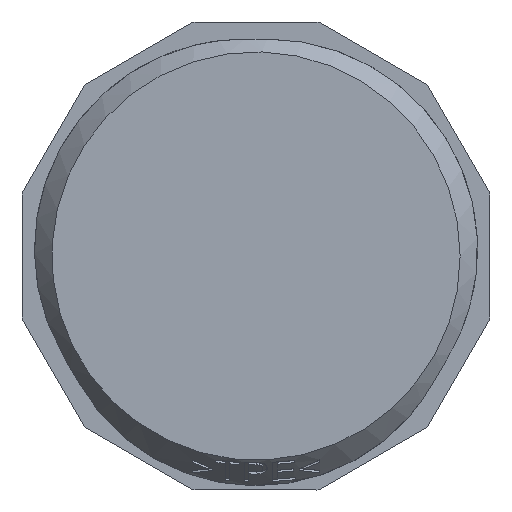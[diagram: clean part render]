
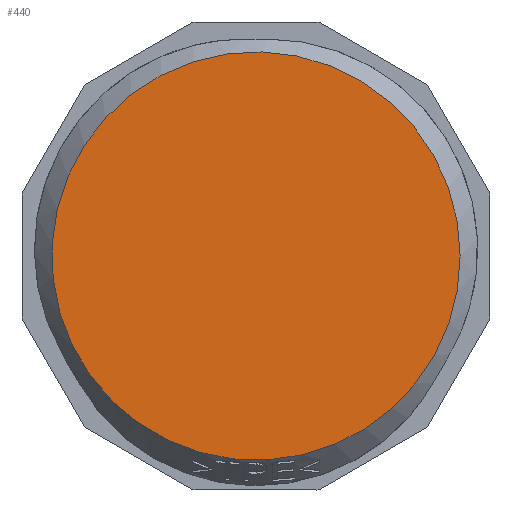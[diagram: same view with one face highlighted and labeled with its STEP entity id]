
A CAD part, front view. The second image highlights one B-rep face of the part: STEP entity #440.
In plain terms, the highlighted planar face has unit normal (0, -1, 0).
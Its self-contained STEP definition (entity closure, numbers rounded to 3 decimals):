
#230=CIRCLE('',#9844,16.);
#440=ADVANCED_FACE('KES-E-R 32/10-A',(#1333),#946,.F.);
#946=PLANE('',#9846);
#1333=FACE_OUTER_BOUND('',#1843,.T.);
#1843=EDGE_LOOP('',(#4722));
#4722=ORIENTED_EDGE('',*,*,#8228,.F.);
#7229=VERTEX_POINT('',#16306);
#8228=EDGE_CURVE('GENERATED CIRCLE',#7229,#7229,#230,.T.);
#9844=AXIS2_PLACEMENT_3D('',#16305,#10519,#10520);
#9846=AXIS2_PLACEMENT_3D('',#16326,#10523,#10524);
#10519=DIRECTION('',(0.,1.,0.));
#10520=DIRECTION('',(1.,0.,0.));
#10523=DIRECTION('',(0.,1.,0.));
#10524=DIRECTION('',(0.,0.,-1.));
#16305=CARTESIAN_POINT('',(0.,0.,0.));
#16306=CARTESIAN_POINT('',(16.,0.,0.));
#16326=CARTESIAN_POINT('',(0.,0.,0.));
